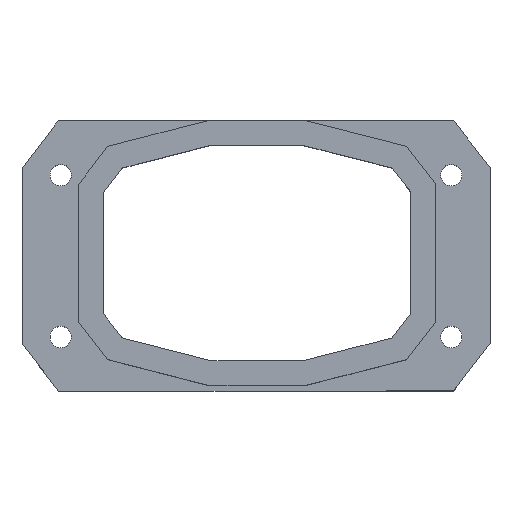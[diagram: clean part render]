
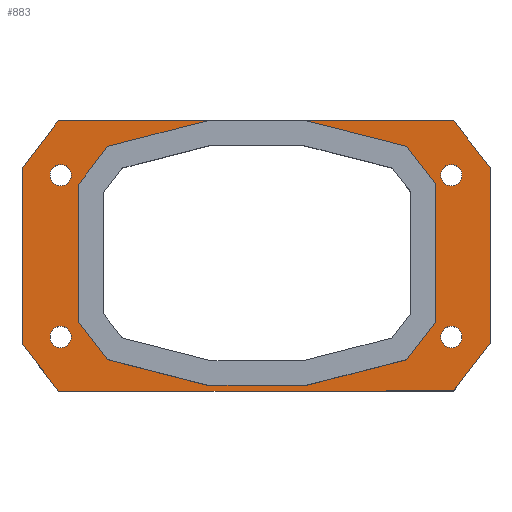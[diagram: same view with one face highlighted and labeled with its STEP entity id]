
A CAD part, top view. The second image highlights one B-rep face of the part: STEP entity #883.
In plain terms, the highlighted planar face has unit normal (0, 0, 1).
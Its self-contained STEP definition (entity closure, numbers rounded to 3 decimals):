
#37=FACE_BOUND('',#153,.T.);
#38=FACE_BOUND('',#154,.T.);
#39=FACE_BOUND('',#155,.T.);
#40=FACE_BOUND('',#156,.T.);
#41=FACE_BOUND('',#157,.T.);
#54=CIRCLE('',#949,1.778);
#55=CIRCLE('',#951,1.778);
#56=CIRCLE('',#953,1.778);
#57=CIRCLE('',#955,1.778);
#95=FACE_OUTER_BOUND('',#152,.T.);
#152=EDGE_LOOP('',(#767,#768,#769,#770,#771,#772,#773,#774));
#153=EDGE_LOOP('',(#775,#776,#777,#778,#779,#780,#781,#782,#783,#784,#785,
#786));
#154=EDGE_LOOP('',(#787));
#155=EDGE_LOOP('',(#788));
#156=EDGE_LOOP('',(#789));
#157=EDGE_LOOP('',(#790));
#179=LINE('',#1227,#283);
#183=LINE('',#1237,#287);
#186=LINE('',#1243,#290);
#189=LINE('',#1249,#293);
#192=LINE('',#1257,#296);
#195=LINE('',#1263,#299);
#217=LINE('',#1315,#321);
#220=LINE('',#1321,#324);
#223=LINE('',#1327,#327);
#226=LINE('',#1333,#330);
#229=LINE('',#1339,#333);
#232=LINE('',#1344,#336);
#249=LINE('',#1385,#353);
#250=LINE('',#1389,#354);
#254=LINE('',#1395,#358);
#255=LINE('',#1398,#359);
#261=LINE('',#1418,#365);
#262=LINE('',#1420,#366);
#263=LINE('',#1421,#367);
#264=LINE('',#1422,#368);
#283=VECTOR('',#996,10.);
#287=VECTOR('',#1004,10.);
#290=VECTOR('',#1009,10.);
#293=VECTOR('',#1014,10.);
#296=VECTOR('',#1021,10.);
#299=VECTOR('',#1026,10.);
#321=VECTOR('',#1076,10.);
#324=VECTOR('',#1081,10.);
#327=VECTOR('',#1086,10.);
#330=VECTOR('',#1091,10.);
#333=VECTOR('',#1096,10.);
#336=VECTOR('',#1101,10.);
#353=VECTOR('',#1134,1.);
#354=VECTOR('',#1137,1.);
#358=VECTOR('',#1143,1.);
#359=VECTOR('',#1146,1.);
#365=VECTOR('',#1170,10.);
#366=VECTOR('',#1171,1.);
#367=VECTOR('',#1172,10.);
#368=VECTOR('',#1173,1.);
#385=VERTEX_POINT('',#1225);
#386=VERTEX_POINT('',#1226);
#390=VERTEX_POINT('',#1236);
#392=VERTEX_POINT('',#1242);
#394=VERTEX_POINT('',#1248);
#397=VERTEX_POINT('',#1256);
#399=VERTEX_POINT('',#1262);
#415=VERTEX_POINT('',#1314);
#417=VERTEX_POINT('',#1320);
#419=VERTEX_POINT('',#1326);
#421=VERTEX_POINT('',#1332);
#423=VERTEX_POINT('',#1338);
#439=VERTEX_POINT('',#1381);
#440=VERTEX_POINT('',#1383);
#441=VERTEX_POINT('',#1387);
#442=VERTEX_POINT('',#1388);
#443=VERTEX_POINT('',#1393);
#444=VERTEX_POINT('',#1397);
#445=VERTEX_POINT('',#1401);
#446=VERTEX_POINT('',#1405);
#447=VERTEX_POINT('',#1409);
#448=VERTEX_POINT('',#1413);
#449=VERTEX_POINT('',#1417);
#450=VERTEX_POINT('',#1419);
#469=EDGE_CURVE('',#385,#386,#179,.T.);
#474=EDGE_CURVE('',#390,#385,#183,.T.);
#477=EDGE_CURVE('',#392,#390,#186,.T.);
#480=EDGE_CURVE('',#394,#392,#189,.T.);
#484=EDGE_CURVE('',#397,#394,#192,.T.);
#487=EDGE_CURVE('',#399,#397,#195,.T.);
#513=EDGE_CURVE('',#386,#415,#217,.T.);
#516=EDGE_CURVE('',#415,#417,#220,.T.);
#519=EDGE_CURVE('',#417,#419,#223,.T.);
#522=EDGE_CURVE('',#419,#421,#226,.T.);
#525=EDGE_CURVE('',#421,#423,#229,.T.);
#528=EDGE_CURVE('',#423,#399,#232,.T.);
#549=EDGE_CURVE('',#439,#440,#249,.T.);
#550=EDGE_CURVE('',#441,#442,#250,.T.);
#554=EDGE_CURVE('',#443,#441,#254,.T.);
#555=EDGE_CURVE('',#440,#444,#255,.T.);
#558=EDGE_CURVE('',#445,#445,#54,.T.);
#560=EDGE_CURVE('',#446,#446,#55,.T.);
#562=EDGE_CURVE('',#447,#447,#56,.T.);
#564=EDGE_CURVE('',#448,#448,#57,.T.);
#565=EDGE_CURVE('',#449,#439,#261,.T.);
#566=EDGE_CURVE('',#444,#450,#262,.T.);
#567=EDGE_CURVE('',#450,#443,#263,.T.);
#568=EDGE_CURVE('',#442,#449,#264,.T.);
#767=ORIENTED_EDGE('',*,*,#565,.T.);
#768=ORIENTED_EDGE('',*,*,#549,.T.);
#769=ORIENTED_EDGE('',*,*,#555,.T.);
#770=ORIENTED_EDGE('',*,*,#566,.T.);
#771=ORIENTED_EDGE('',*,*,#567,.T.);
#772=ORIENTED_EDGE('',*,*,#554,.T.);
#773=ORIENTED_EDGE('',*,*,#550,.T.);
#774=ORIENTED_EDGE('',*,*,#568,.T.);
#775=ORIENTED_EDGE('',*,*,#487,.T.);
#776=ORIENTED_EDGE('',*,*,#484,.T.);
#777=ORIENTED_EDGE('',*,*,#480,.T.);
#778=ORIENTED_EDGE('',*,*,#477,.T.);
#779=ORIENTED_EDGE('',*,*,#474,.T.);
#780=ORIENTED_EDGE('',*,*,#469,.T.);
#781=ORIENTED_EDGE('',*,*,#513,.T.);
#782=ORIENTED_EDGE('',*,*,#516,.T.);
#783=ORIENTED_EDGE('',*,*,#519,.T.);
#784=ORIENTED_EDGE('',*,*,#522,.T.);
#785=ORIENTED_EDGE('',*,*,#525,.T.);
#786=ORIENTED_EDGE('',*,*,#528,.T.);
#787=ORIENTED_EDGE('',*,*,#558,.T.);
#788=ORIENTED_EDGE('',*,*,#560,.T.);
#789=ORIENTED_EDGE('',*,*,#562,.T.);
#790=ORIENTED_EDGE('',*,*,#564,.T.);
#840=PLANE('',#956);
#883=ADVANCED_FACE('',(#95,#37,#38,#39,#40,#41),#840,.T.);
#949=AXIS2_PLACEMENT_3D('',#1403,#1151,#1152);
#951=AXIS2_PLACEMENT_3D('',#1407,#1156,#1157);
#953=AXIS2_PLACEMENT_3D('',#1411,#1161,#1162);
#955=AXIS2_PLACEMENT_3D('',#1415,#1166,#1167);
#956=AXIS2_PLACEMENT_3D('',#1416,#1168,#1169);
#996=DIRECTION('',(1.,0.,0.));
#1004=DIRECTION('',(0.969,0.249,0.));
#1009=DIRECTION('',(0.604,0.797,0.));
#1014=DIRECTION('',(0.,1.,0.));
#1021=DIRECTION('',(-0.611,0.792,0.));
#1026=DIRECTION('',(-0.969,0.249,0.));
#1076=DIRECTION('',(0.969,-0.247,0.));
#1081=DIRECTION('',(0.614,-0.789,0.));
#1086=DIRECTION('',(0.,-1.,0.));
#1091=DIRECTION('',(-0.609,-0.793,0.));
#1096=DIRECTION('',(-0.969,-0.248,0.));
#1101=DIRECTION('',(-1.,0.,0.));
#1134=DIRECTION('',(-0.604,-0.797,0.));
#1137=DIRECTION('',(0.,1.,0.));
#1143=DIRECTION('',(0.609,0.793,0.));
#1146=DIRECTION('',(0.,-1.,0.));
#1151=DIRECTION('center_axis',(0.,0.,-1.));
#1152=DIRECTION('ref_axis',(1.,0.,0.));
#1156=DIRECTION('center_axis',(0.,0.,-1.));
#1157=DIRECTION('ref_axis',(1.,0.,0.));
#1161=DIRECTION('center_axis',(0.,0.,-1.));
#1162=DIRECTION('ref_axis',(1.,0.,0.));
#1166=DIRECTION('center_axis',(0.,0.,-1.));
#1167=DIRECTION('ref_axis',(1.,0.,0.));
#1168=DIRECTION('center_axis',(0.,0.,1.));
#1169=DIRECTION('ref_axis',(1.,0.,0.));
#1170=DIRECTION('',(-1.,-0.001,0.));
#1171=DIRECTION('',(0.611,-0.792,0.));
#1172=DIRECTION('',(1.,0.001,0.));
#1173=DIRECTION('',(-0.614,0.789,0.));
#1225=CARTESIAN_POINT('',(-80.856,38.542,-545.534));
#1226=CARTESIAN_POINT('',(-64.438,38.542,-545.534));
#1227=CARTESIAN_POINT('',(-68.604,38.542,-545.534));
#1236=CARTESIAN_POINT('',(-97.496,34.272,-545.534));
#1237=CARTESIAN_POINT('',(-79.766,38.821,-545.534));
#1242=CARTESIAN_POINT('',(-102.273,27.972,-545.534));
#1243=CARTESIAN_POINT('',(-97.361,34.45,-545.534));
#1248=CARTESIAN_POINT('',(-102.273,5.004,-545.534));
#1249=CARTESIAN_POINT('',(-102.273,22.028,-545.534));
#1256=CARTESIAN_POINT('',(-97.479,-1.213,-545.534));
#1257=CARTESIAN_POINT('',(-99.45,1.343,-545.534));
#1262=CARTESIAN_POINT('',(-80.788,-5.501,-545.534));
#1263=CARTESIAN_POINT('',(-87.973,-3.655,-545.534));
#1314=CARTESIAN_POINT('',(-47.712,34.282,-545.534));
#1315=CARTESIAN_POINT('',(-57.302,36.725,-545.534));
#1320=CARTESIAN_POINT('',(-42.892,28.086,-545.534));
#1321=CARTESIAN_POINT('',(-45.615,31.587,-545.534));
#1326=CARTESIAN_POINT('',(-42.892,5.019,-545.534));
#1327=CARTESIAN_POINT('',(-42.892,10.551,-545.534));
#1332=CARTESIAN_POINT('',(-47.696,-1.236,-545.534));
#1333=CARTESIAN_POINT('',(-48.166,-1.847,-545.534));
#1338=CARTESIAN_POINT('',(-64.344,-5.501,-545.534));
#1339=CARTESIAN_POINT('',(-65.703,-5.849,-545.534));
#1344=CARTESIAN_POINT('',(-76.779,-5.501,-545.534));
#1381=CARTESIAN_POINT('',(-105.736,38.532,-545.534));
#1383=CARTESIAN_POINT('',(-111.737,30.619,-545.534));
#1385=CARTESIAN_POINT('',(-102.938,42.222,-545.534));
#1387=CARTESIAN_POINT('',(-33.803,1.464,-545.534));
#1388=CARTESIAN_POINT('',(-33.803,30.798,-545.534));
#1389=CARTESIAN_POINT('',(-33.803,1.464,-545.534));
#1393=CARTESIAN_POINT('',(-39.867,-6.429,-545.534));
#1395=CARTESIAN_POINT('',(-42.664,-10.07,-545.534));
#1397=CARTESIAN_POINT('',(-111.737,1.439,-545.534));
#1398=CARTESIAN_POINT('',(-111.737,30.619,-545.534));
#1401=CARTESIAN_POINT('',(-42.028,29.499,-545.534));
#1403=CARTESIAN_POINT('Origin',(-40.25,29.499,-545.534));
#1405=CARTESIAN_POINT('',(-107.069,2.559,-545.534));
#1407=CARTESIAN_POINT('Origin',(-105.291,2.559,-545.534));
#1409=CARTESIAN_POINT('',(-42.028,2.559,-545.534));
#1411=CARTESIAN_POINT('Origin',(-40.25,2.559,-545.534));
#1413=CARTESIAN_POINT('',(-107.069,29.499,-545.534));
#1415=CARTESIAN_POINT('Origin',(-105.291,29.499,-545.534));
#1416=CARTESIAN_POINT('Origin',(-72.77,16.083,-545.534));
#1417=CARTESIAN_POINT('',(-39.85,38.571,-545.534));
#1418=CARTESIAN_POINT('',(-89.259,38.542,-545.534));
#1419=CARTESIAN_POINT('',(-105.639,-6.468,-545.534));
#1420=CARTESIAN_POINT('',(-111.737,1.439,-545.534));
#1421=CARTESIAN_POINT('',(-56.312,-6.439,-545.534));
#1422=CARTESIAN_POINT('',(-33.803,30.798,-545.534));
